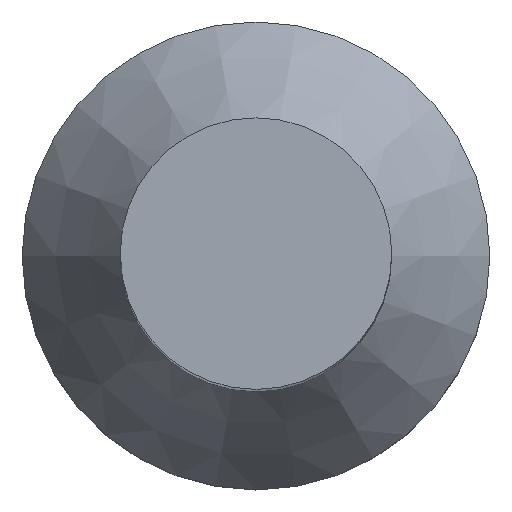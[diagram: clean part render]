
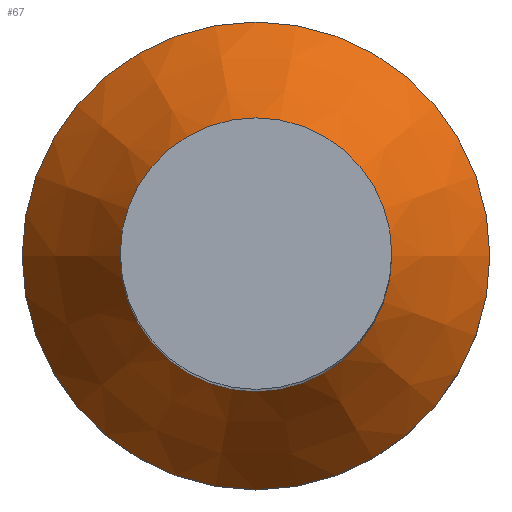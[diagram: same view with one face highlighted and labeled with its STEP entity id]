
A CAD part, top view. The second image highlights one B-rep face of the part: STEP entity #67.
In plain terms, the highlighted conical face has half-angle 33.024 degrees and reference radius 31 mm.
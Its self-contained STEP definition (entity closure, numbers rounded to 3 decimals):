
#15=CONICAL_SURFACE('',#76,31.,0.576);
#20=FACE_OUTER_BOUND('',#25,.T.);
#25=EDGE_LOOP('',(#54,#55,#56,#57));
#29=LINE('',#114,#32);
#32=VECTOR('',#94,31.);
#35=CIRCLE('',#74,18.);
#36=CIRCLE('',#77,31.);
#39=VERTEX_POINT('',#108);
#40=VERTEX_POINT('',#113);
#44=EDGE_CURVE('',#39,#39,#35,.T.);
#45=EDGE_CURVE('',#39,#40,#29,.T.);
#46=EDGE_CURVE('',#40,#40,#36,.T.);
#54=ORIENTED_EDGE('',*,*,#44,.T.);
#55=ORIENTED_EDGE('',*,*,#45,.T.);
#56=ORIENTED_EDGE('',*,*,#46,.T.);
#57=ORIENTED_EDGE('',*,*,#45,.F.);
#67=ADVANCED_FACE('',(#20),#15,.T.);
#74=AXIS2_PLACEMENT_3D('',#110,#88,#89);
#76=AXIS2_PLACEMENT_3D('',#112,#92,#93);
#77=AXIS2_PLACEMENT_3D('',#115,#95,#96);
#88=DIRECTION('center_axis',(0.,0.,-1.));
#89=DIRECTION('ref_axis',(1.,0.,0.));
#92=DIRECTION('center_axis',(0.,0.,
-1.));
#93=DIRECTION('ref_axis',(1.,0.,0.));
#94=DIRECTION('',(-0.545,0.,-0.838));
#95=DIRECTION('center_axis',(0.,0.,
1.));
#96=DIRECTION('ref_axis',(1.,0.,0.));
#108=CARTESIAN_POINT('',(57.,75.,199.));
#110=CARTESIAN_POINT('Origin',(75.,75.,199.));
#112=CARTESIAN_POINT('Origin',(75.,75.,179.));
#113=CARTESIAN_POINT('',(44.,75.,179.));
#114=CARTESIAN_POINT('',(44.,75.,179.));
#115=CARTESIAN_POINT('Origin',(75.,75.,179.));
